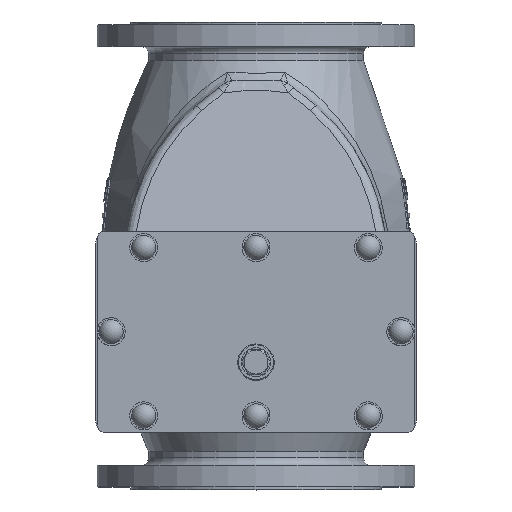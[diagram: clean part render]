
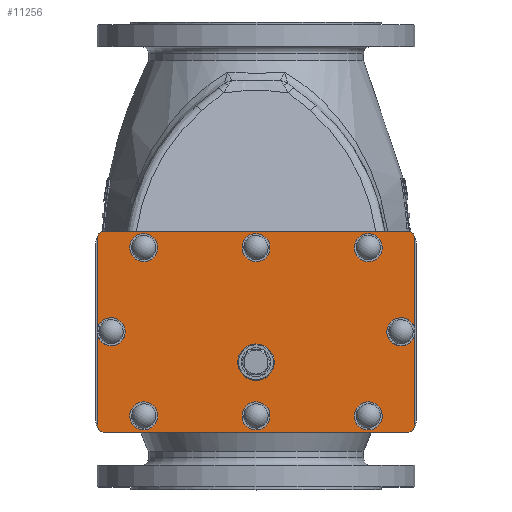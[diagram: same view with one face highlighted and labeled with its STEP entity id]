
A CAD part, top view. The second image highlights one B-rep face of the part: STEP entity #11256.
In plain terms, the highlighted planar face has unit normal (0, 0, 1).
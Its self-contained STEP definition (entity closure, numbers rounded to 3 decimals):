
#814=LINE('',#15835,#1365);
#815=LINE('',#15838,#1366);
#816=LINE('',#15842,#1367);
#817=LINE('',#15845,#1368);
#818=LINE('',#15847,#1369);
#819=LINE('',#15850,#1370);
#1365=VECTOR('',#13141,10.);
#1366=VECTOR('',#13144,10.);
#1367=VECTOR('',#13147,10.);
#1368=VECTOR('',#13150,10.);
#1369=VECTOR('',#13151,10.);
#1370=VECTOR('',#13154,10.);
#1968=PLANE('',#11974);
#2926=FACE_BOUND('',#3773,.T.);
#2927=FACE_BOUND('',#3774,.T.);
#2928=FACE_BOUND('',#3775,.T.);
#2929=FACE_BOUND('',#3776,.T.);
#2930=FACE_BOUND('',#3777,.T.);
#2931=FACE_BOUND('',#3778,.T.);
#2932=FACE_BOUND('',#3779,.T.);
#3094=FACE_OUTER_BOUND('',#3772,.T.);
#3772=EDGE_LOOP('',(#7932,#7933,#7934,#7935,#7936,#7937,#7938,#7939,#7940,
#7941,#7942,#7943));
#3773=EDGE_LOOP('',(#7944));
#3774=EDGE_LOOP('',(#7945));
#3775=EDGE_LOOP('',(#7946));
#3776=EDGE_LOOP('',(#7947));
#3777=EDGE_LOOP('',(#7948));
#3778=EDGE_LOOP('',(#7949));
#3779=EDGE_LOOP('',(#7950));
#4564=CIRCLE('',#11967,19.5);
#4566=CIRCLE('',#11970,15.);
#4568=CIRCLE('',#11975,8.);
#4569=CIRCLE('',#11976,15.);
#4570=CIRCLE('',#11977,8.);
#4571=CIRCLE('',#11978,8.);
#4572=CIRCLE('',#11979,8.);
#4573=CIRCLE('',#11980,15.);
#4574=CIRCLE('',#11981,15.);
#4575=CIRCLE('',#11982,15.);
#4576=CIRCLE('',#11983,15.);
#4577=CIRCLE('',#11984,15.);
#4578=CIRCLE('',#11985,15.);
#5113=VERTEX_POINT('',#15819);
#5115=VERTEX_POINT('',#15824);
#5117=VERTEX_POINT('',#15831);
#5118=VERTEX_POINT('',#15832);
#5119=VERTEX_POINT('',#15834);
#5120=VERTEX_POINT('',#15837);
#5121=VERTEX_POINT('',#15839);
#5122=VERTEX_POINT('',#15841);
#5123=VERTEX_POINT('',#15843);
#5124=VERTEX_POINT('',#15846);
#5125=VERTEX_POINT('',#15848);
#5126=VERTEX_POINT('',#15851);
#5127=VERTEX_POINT('',#15853);
#5128=VERTEX_POINT('',#15855);
#5129=VERTEX_POINT('',#15857);
#5130=VERTEX_POINT('',#15859);
#5131=VERTEX_POINT('',#15861);
#6235=EDGE_CURVE('',#5113,#5113,#4564,.T.);
#6237=EDGE_CURVE('',#5115,#5115,#4566,.T.);
#6239=EDGE_CURVE('',#5117,#5118,#4568,.T.);
#6240=EDGE_CURVE('',#5119,#5117,#814,.T.);
#6241=EDGE_CURVE('',#5119,#5119,#4569,.T.);
#6242=EDGE_CURVE('',#5120,#5119,#815,.T.);
#6243=EDGE_CURVE('',#5121,#5120,#4570,.T.);
#6244=EDGE_CURVE('',#5122,#5121,#816,.T.);
#6245=EDGE_CURVE('',#5123,#5122,#4571,.T.);
#6246=EDGE_CURVE('',#5115,#5123,#817,.T.);
#6247=EDGE_CURVE('',#5124,#5115,#818,.T.);
#6248=EDGE_CURVE('',#5125,#5124,#4572,.T.);
#6249=EDGE_CURVE('',#5118,#5125,#819,.T.);
#6250=EDGE_CURVE('',#5126,#5126,#4573,.T.);
#6251=EDGE_CURVE('',#5127,#5127,#4574,.T.);
#6252=EDGE_CURVE('',#5128,#5128,#4575,.T.);
#6253=EDGE_CURVE('',#5129,#5129,#4576,.T.);
#6254=EDGE_CURVE('',#5130,#5130,#4577,.T.);
#6255=EDGE_CURVE('',#5131,#5131,#4578,.T.);
#7932=ORIENTED_EDGE('',*,*,#6239,.F.);
#7933=ORIENTED_EDGE('',*,*,#6240,.F.);
#7934=ORIENTED_EDGE('',*,*,#6241,.T.);
#7935=ORIENTED_EDGE('',*,*,#6242,.F.);
#7936=ORIENTED_EDGE('',*,*,#6243,.F.);
#7937=ORIENTED_EDGE('',*,*,#6244,.F.);
#7938=ORIENTED_EDGE('',*,*,#6245,.F.);
#7939=ORIENTED_EDGE('',*,*,#6246,.F.);
#7940=ORIENTED_EDGE('',*,*,#6237,.T.);
#7941=ORIENTED_EDGE('',*,*,#6247,.F.);
#7942=ORIENTED_EDGE('',*,*,#6248,.F.);
#7943=ORIENTED_EDGE('',*,*,#6249,.F.);
#7944=ORIENTED_EDGE('',*,*,#6235,.T.);
#7945=ORIENTED_EDGE('',*,*,#6250,.T.);
#7946=ORIENTED_EDGE('',*,*,#6251,.T.);
#7947=ORIENTED_EDGE('',*,*,#6252,.T.);
#7948=ORIENTED_EDGE('',*,*,#6253,.T.);
#7949=ORIENTED_EDGE('',*,*,#6254,.T.);
#7950=ORIENTED_EDGE('',*,*,#6255,.T.);
#11256=ADVANCED_FACE('',(#3094,#2926,#2927,#2928,#2929,#2930,#2931,#2932),
#1968,.T.);
#11967=AXIS2_PLACEMENT_3D('',#15820,#13123,#13124);
#11970=AXIS2_PLACEMENT_3D('',#15825,#13129,#13130);
#11974=AXIS2_PLACEMENT_3D('',#15830,#13137,#13138);
#11975=AXIS2_PLACEMENT_3D('',#15833,#13139,#13140);
#11976=AXIS2_PLACEMENT_3D('',#15836,#13142,#13143);
#11977=AXIS2_PLACEMENT_3D('',#15840,#13145,#13146);
#11978=AXIS2_PLACEMENT_3D('',#15844,#13148,#13149);
#11979=AXIS2_PLACEMENT_3D('',#15849,#13152,#13153);
#11980=AXIS2_PLACEMENT_3D('',#15852,#13155,#13156);
#11981=AXIS2_PLACEMENT_3D('',#15854,#13157,#13158);
#11982=AXIS2_PLACEMENT_3D('',#15856,#13159,#13160);
#11983=AXIS2_PLACEMENT_3D('',#15858,#13161,#13162);
#11984=AXIS2_PLACEMENT_3D('',#15860,#13163,#13164);
#11985=AXIS2_PLACEMENT_3D('',#15862,#13165,#13166);
#13123=DIRECTION('center_axis',(0.,0.,
-1.));
#13124=DIRECTION('ref_axis',(-1.,0.,0.));
#13129=DIRECTION('center_axis',(0.,0.,
-1.));
#13130=DIRECTION('ref_axis',(-0.827,0.563,0.));
#13137=DIRECTION('center_axis',(0.,0.,
1.));
#13138=DIRECTION('ref_axis',(1.,0.,0.));
#13139=DIRECTION('center_axis',(0.,0.,
-1.));
#13140=DIRECTION('ref_axis',(0.,1.,0.));
#13141=DIRECTION('',(0.,1.,0.));
#13142=DIRECTION('center_axis',(0.,0.,
-1.));
#13143=DIRECTION('ref_axis',(-0.827,0.563,0.));
#13144=DIRECTION('',(0.,1.,0.));
#13145=DIRECTION('center_axis',(0.,0.,
-1.));
#13146=DIRECTION('ref_axis',(-1.,0.,0.));
#13147=DIRECTION('',(-1.,0.,0.));
#13148=DIRECTION('center_axis',(0.,0.,
-1.));
#13149=DIRECTION('ref_axis',(0.,-1.,0.));
#13150=DIRECTION('',(0.,-1.,0.));
#13151=DIRECTION('',(0.,-1.,0.));
#13152=DIRECTION('center_axis',(0.,0.,
-1.));
#13153=DIRECTION('ref_axis',(1.,0.,0.));
#13154=DIRECTION('',(1.,0.,0.));
#13155=DIRECTION('center_axis',(0.,0.,
-1.));
#13156=DIRECTION('ref_axis',(-0.827,0.563,0.));
#13157=DIRECTION('center_axis',(0.,0.,
-1.));
#13158=DIRECTION('ref_axis',(-0.827,0.563,0.));
#13159=DIRECTION('center_axis',(0.,0.,
-1.));
#13160=DIRECTION('ref_axis',(-0.827,0.563,0.));
#13161=DIRECTION('center_axis',(0.,0.,
-1.));
#13162=DIRECTION('ref_axis',(-0.827,0.563,0.));
#13163=DIRECTION('center_axis',(0.,0.,
-1.));
#13164=DIRECTION('ref_axis',(-0.827,0.563,0.));
#13165=DIRECTION('center_axis',(0.,0.,
-1.));
#13166=DIRECTION('ref_axis',(-0.827,0.563,0.));
#15819=CARTESIAN_POINT('',(19.5,-114.,240.));
#15820=CARTESIAN_POINT('Origin',(0.,-114.,
240.));
#15824=CARTESIAN_POINT('',(170.,-81.5,240.));
#15825=CARTESIAN_POINT('Origin',(155.,-81.5,240.));
#15830=CARTESIAN_POINT('Origin',(0.,-81.5,
240.));
#15831=CARTESIAN_POINT('',(-170.,18.,240.));
#15832=CARTESIAN_POINT('',(-162.,26.,240.));
#15833=CARTESIAN_POINT('Origin',(-162.,18.,240.));
#15834=CARTESIAN_POINT('',(-170.,-81.5,240.));
#15835=CARTESIAN_POINT('',(-170.,18.,240.));
#15836=CARTESIAN_POINT('Origin',(-155.,-81.5,240.));
#15837=CARTESIAN_POINT('',(-170.,-181.,240.));
#15838=CARTESIAN_POINT('',(-170.,18.,240.));
#15839=CARTESIAN_POINT('',(-162.,-189.,240.));
#15840=CARTESIAN_POINT('Origin',(-162.,-181.,240.));
#15841=CARTESIAN_POINT('',(162.,-189.,240.));
#15842=CARTESIAN_POINT('',(-162.,-189.,240.));
#15843=CARTESIAN_POINT('',(170.,-181.,240.));
#15844=CARTESIAN_POINT('Origin',(162.,-181.,240.));
#15845=CARTESIAN_POINT('',(170.,-181.,240.));
#15846=CARTESIAN_POINT('',(170.,18.,240.));
#15847=CARTESIAN_POINT('',(170.,-181.,240.));
#15848=CARTESIAN_POINT('',(162.,26.,240.));
#15849=CARTESIAN_POINT('Origin',(162.,18.,240.));
#15850=CARTESIAN_POINT('',(162.,26.,240.));
#15851=CARTESIAN_POINT('',(-132.402,16.938,240.));
#15852=CARTESIAN_POINT('Origin',(-120.,8.5,240.));
#15853=CARTESIAN_POINT('',(-132.402,-163.062,240.));
#15854=CARTESIAN_POINT('Origin',(-120.,-171.5,240.));
#15855=CARTESIAN_POINT('',(107.598,-163.062,240.));
#15856=CARTESIAN_POINT('Origin',(120.,-171.5,240.));
#15857=CARTESIAN_POINT('',(-12.402,-163.062,240.));
#15858=CARTESIAN_POINT('Origin',(0.,-171.5,
240.));
#15859=CARTESIAN_POINT('',(-12.402,16.938,240.));
#15860=CARTESIAN_POINT('Origin',(0.,8.5,
240.));
#15861=CARTESIAN_POINT('',(107.598,16.938,240.));
#15862=CARTESIAN_POINT('Origin',(120.,8.5,240.));
